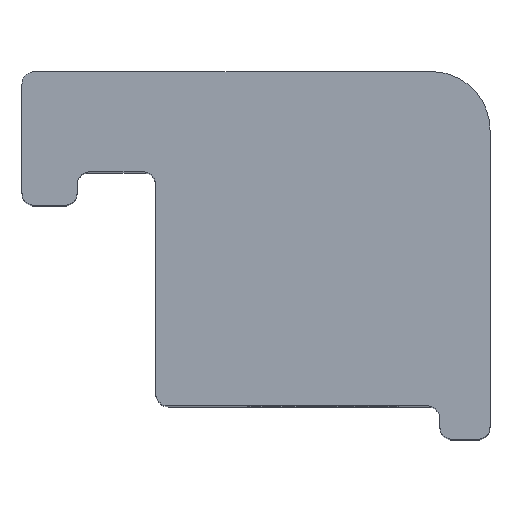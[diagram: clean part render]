
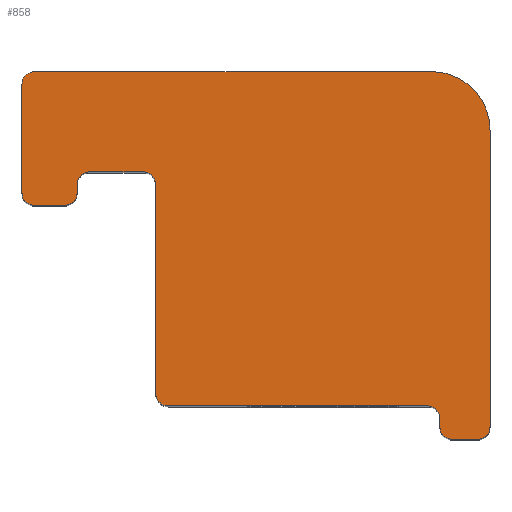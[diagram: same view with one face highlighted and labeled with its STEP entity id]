
A CAD part, top view. The second image highlights one B-rep face of the part: STEP entity #858.
In plain terms, the highlighted planar face has unit normal (0, 0, 1).
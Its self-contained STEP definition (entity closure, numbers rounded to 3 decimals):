
#157=CARTESIAN_POINT('',(16.5,20.,20.0));
#158=VERTEX_POINT('',#157);
#165=CARTESIAN_POINT('',(20.,16.5,20.0));
#166=VERTEX_POINT('',#165);
#167=CARTESIAN_POINT('',(16.5,16.5,20.0));
#168=DIRECTION('',(0.0,0.0,-1.0));
#169=DIRECTION('',(1.0,0.0,0.0));
#170=AXIS2_PLACEMENT_3D('',#167,#168,#169);
#171=CIRCLE('',#170,3.5);
#172=EDGE_CURVE('',#158,#166,#171,.T.);
#373=CARTESIAN_POINT('',(20.,-1.25,20.0));
#374=VERTEX_POINT('',#373);
#375=CARTESIAN_POINT('',(19.25,-2.,20.0));
#376=VERTEX_POINT('',#375);
#377=CARTESIAN_POINT('',(19.25,-1.25,20.0));
#378=DIRECTION('',(0.0,0.0,-1.0));
#379=DIRECTION('',(0.0,-1.0,0.0));
#380=AXIS2_PLACEMENT_3D('',#377,#378,#379);
#381=CIRCLE('',#380,0.75);
#382=EDGE_CURVE('',#374,#376,#381,.T.);
#405=CARTESIAN_POINT('',(17.75,-2.,20.0));
#406=VERTEX_POINT('',#405);
#407=CARTESIAN_POINT('',(19.25,-2.,20.0));
#408=DIRECTION('',(-1.0,0.0,0.0));
#409=VECTOR('',#408,1.5);
#410=LINE('',#407,#409);
#411=EDGE_CURVE('',#376,#406,#410,.T.);
#429=CARTESIAN_POINT('',(17.,-1.25,20.0));
#430=VERTEX_POINT('',#429);
#431=CARTESIAN_POINT('',(17.75,-1.25,20.0));
#432=DIRECTION('',(0.0,0.0,-1.0));
#433=DIRECTION('',(-1.0,0.0,0.0));
#434=AXIS2_PLACEMENT_3D('',#431,#432,#433);
#435=CIRCLE('',#434,0.75);
#436=EDGE_CURVE('',#406,#430,#435,.T.);
#454=CARTESIAN_POINT('',(17.,-0.75,20.0));
#455=VERTEX_POINT('',#454);
#456=CARTESIAN_POINT('',(17.,-1.25,20.0));
#457=DIRECTION('',(0.0,1.0,0.0));
#458=VECTOR('',#457,0.5);
#459=LINE('',#456,#458);
#460=EDGE_CURVE('',#430,#455,#459,.T.);
#478=CARTESIAN_POINT('',(16.25,0.,20.0));
#479=VERTEX_POINT('',#478);
#480=CARTESIAN_POINT('',(16.25,-0.75,20.0));
#481=DIRECTION('',(0.0,0.0,1.0));
#482=DIRECTION('',(-1.0,0.0,0.0));
#483=AXIS2_PLACEMENT_3D('',#480,#481,#482);
#484=CIRCLE('',#483,0.75);
#485=EDGE_CURVE('',#455,#479,#484,.T.);
#503=CARTESIAN_POINT('',(0.75,0.,20.0));
#504=VERTEX_POINT('',#503);
#505=CARTESIAN_POINT('',(16.25,0.,20.0));
#506=DIRECTION('',(-1.0,0.0,0.0));
#507=VECTOR('',#506,15.5);
#508=LINE('',#505,#507);
#509=EDGE_CURVE('',#479,#504,#508,.T.);
#530=CARTESIAN_POINT('',(0.,0.75,20.0));
#531=VERTEX_POINT('',#530);
#532=CARTESIAN_POINT('',(0.75,0.75,20.0));
#533=DIRECTION('',(0.0,0.0,-1.0));
#534=DIRECTION('',(-1.0,0.0,0.0));
#535=AXIS2_PLACEMENT_3D('',#532,#533,#534);
#536=CIRCLE('',#535,0.75);
#537=EDGE_CURVE('',#504,#531,#536,.T.);
#555=CARTESIAN_POINT('',(0.,13.25,20.0));
#556=VERTEX_POINT('',#555);
#557=CARTESIAN_POINT('',(0.,0.75,20.0));
#558=DIRECTION('',(0.0,1.0,0.0));
#559=VECTOR('',#558,12.5);
#560=LINE('',#557,#559);
#561=EDGE_CURVE('',#531,#556,#560,.T.);
#579=CARTESIAN_POINT('',(-0.75,14.,20.0));
#580=VERTEX_POINT('',#579);
#581=CARTESIAN_POINT('',(-0.75,13.25,20.0));
#582=DIRECTION('',(0.0,0.0,1.0));
#583=DIRECTION('',(-1.0,0.0,0.0));
#584=AXIS2_PLACEMENT_3D('',#581,#582,#583);
#585=CIRCLE('',#584,0.75);
#586=EDGE_CURVE('',#556,#580,#585,.T.);
#604=CARTESIAN_POINT('',(-3.95,14.,20.0));
#605=VERTEX_POINT('',#604);
#606=CARTESIAN_POINT('',(-0.75,14.,20.0));
#607=DIRECTION('',(-1.0,0.0,0.0));
#608=VECTOR('',#607,3.2);
#609=LINE('',#606,#608);
#610=EDGE_CURVE('',#580,#605,#609,.T.);
#628=CARTESIAN_POINT('',(-4.7,13.25,20.0));
#629=VERTEX_POINT('',#628);
#630=CARTESIAN_POINT('',(-3.95,13.25,20.0));
#631=DIRECTION('',(0.0,0.0,1.0));
#632=DIRECTION('',(0.0,-1.0,0.0));
#633=AXIS2_PLACEMENT_3D('',#630,#631,#632);
#634=CIRCLE('',#633,0.75);
#635=EDGE_CURVE('',#605,#629,#634,.T.);
#653=CARTESIAN_POINT('',(-4.7,12.75,20.0));
#654=VERTEX_POINT('',#653);
#655=CARTESIAN_POINT('',(-4.7,13.25,20.0));
#656=DIRECTION('',(0.0,-1.0,0.0));
#657=VECTOR('',#656,0.5);
#658=LINE('',#655,#657);
#659=EDGE_CURVE('',#629,#654,#658,.T.);
#677=CARTESIAN_POINT('',(-5.45,12.,20.0));
#678=VERTEX_POINT('',#677);
#679=CARTESIAN_POINT('',(-5.45,12.75,20.0));
#680=DIRECTION('',(0.0,0.0,-1.0));
#681=DIRECTION('',(0.0,-1.0,0.0));
#682=AXIS2_PLACEMENT_3D('',#679,#680,#681);
#683=CIRCLE('',#682,0.75);
#684=EDGE_CURVE('',#654,#678,#683,.T.);
#702=CARTESIAN_POINT('',(-7.25,12.,20.0));
#703=VERTEX_POINT('',#702);
#704=CARTESIAN_POINT('',(-5.45,12.,20.0));
#705=DIRECTION('',(-1.0,0.0,0.0));
#706=VECTOR('',#705,1.8);
#707=LINE('',#704,#706);
#708=EDGE_CURVE('',#678,#703,#707,.T.);
#726=CARTESIAN_POINT('',(-8.,12.75,20.0));
#727=VERTEX_POINT('',#726);
#728=CARTESIAN_POINT('',(-7.25,12.75,20.0));
#729=DIRECTION('',(0.0,0.0,-1.0));
#730=DIRECTION('',(-1.0,0.0,0.0));
#731=AXIS2_PLACEMENT_3D('',#728,#729,#730);
#732=CIRCLE('',#731,0.75);
#733=EDGE_CURVE('',#703,#727,#732,.T.);
#751=CARTESIAN_POINT('',(-8.,19.25,20.0));
#752=VERTEX_POINT('',#751);
#753=CARTESIAN_POINT('',(-8.,12.75,20.0));
#754=DIRECTION('',(0.0,1.0,0.0));
#755=VECTOR('',#754,6.5);
#756=LINE('',#753,#755);
#757=EDGE_CURVE('',#727,#752,#756,.T.);
#775=CARTESIAN_POINT('',(-7.25,20.,20.0));
#776=VERTEX_POINT('',#775);
#777=CARTESIAN_POINT('',(-7.25,19.25,20.0));
#778=DIRECTION('',(0.0,0.0,-1.0));
#779=DIRECTION('',(0.0,1.0,0.0));
#780=AXIS2_PLACEMENT_3D('',#777,#778,#779);
#781=CIRCLE('',#780,0.75);
#782=EDGE_CURVE('',#752,#776,#781,.T.);
#804=CARTESIAN_POINT('',(-7.25,20.,20.0));
#805=DIRECTION('',(1.0,0.0,0.0));
#806=VECTOR('',#805,23.75);
#807=LINE('',#804,#806);
#808=EDGE_CURVE('',#776,#158,#807,.T.);
#819=CARTESIAN_POINT('',(20.,16.5,20.0));
#820=DIRECTION('',(0.0,-1.0,0.0));
#821=VECTOR('',#820,17.75);
#822=LINE('',#819,#821);
#823=EDGE_CURVE('',#166,#374,#822,.T.);
#831=CARTESIAN_POINT('',(6.991,10.586,20.0));
#832=DIRECTION('',(0.0,0.0,1.0));
#833=DIRECTION('',(1.0,0.0,0.0));
#834=AXIS2_PLACEMENT_3D('',#831,#832,#833);
#835=PLANE('',#834);
#836=ORIENTED_EDGE('',*,*,#382,.F.);
#837=ORIENTED_EDGE('',*,*,#823,.F.);
#838=ORIENTED_EDGE('',*,*,#172,.F.);
#839=ORIENTED_EDGE('',*,*,#808,.F.);
#840=ORIENTED_EDGE('',*,*,#782,.F.);
#841=ORIENTED_EDGE('',*,*,#757,.F.);
#842=ORIENTED_EDGE('',*,*,#733,.F.);
#843=ORIENTED_EDGE('',*,*,#708,.F.);
#844=ORIENTED_EDGE('',*,*,#684,.F.);
#845=ORIENTED_EDGE('',*,*,#659,.F.);
#846=ORIENTED_EDGE('',*,*,#635,.F.);
#847=ORIENTED_EDGE('',*,*,#610,.F.);
#848=ORIENTED_EDGE('',*,*,#586,.F.);
#849=ORIENTED_EDGE('',*,*,#561,.F.);
#850=ORIENTED_EDGE('',*,*,#537,.F.);
#851=ORIENTED_EDGE('',*,*,#509,.F.);
#852=ORIENTED_EDGE('',*,*,#485,.F.);
#853=ORIENTED_EDGE('',*,*,#460,.F.);
#854=ORIENTED_EDGE('',*,*,#436,.F.);
#855=ORIENTED_EDGE('',*,*,#411,.F.);
#856=EDGE_LOOP('',(#836,#837,#838,#839,#840,#841,#842,#843,#844,#845,#846,#847,#848,#849,#850,#851,#852,#853,#854,#855));
#857=FACE_OUTER_BOUND('',#856,.T.);
#858=ADVANCED_FACE('',(#857),#835,.T.);
